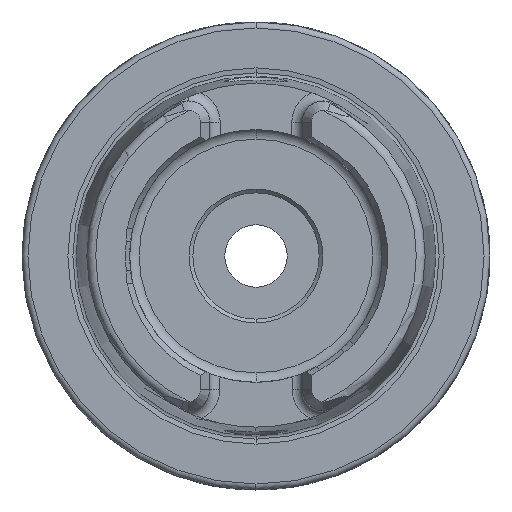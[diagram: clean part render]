
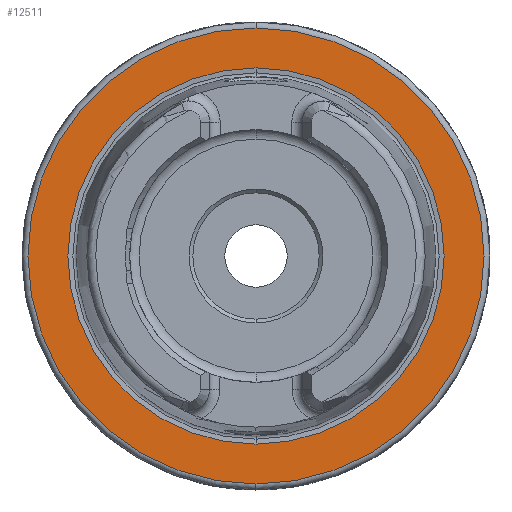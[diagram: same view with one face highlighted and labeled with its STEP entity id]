
A CAD part, left-side view. The second image highlights one B-rep face of the part: STEP entity #12511.
In plain terms, the highlighted planar face has unit normal (-1, 0, 0).
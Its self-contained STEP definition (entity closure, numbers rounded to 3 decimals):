
#23 = FACE_OUTER_BOUND ( 'NONE', #13828, .T. ) ;
#64 = PLANE ( 'NONE',  #14385 ) ;
#549 = CARTESIAN_POINT ( 'NONE',  ( 0., 0., -25.324 ) ) ;
#824 = CIRCLE ( 'NONE', #5066, 25.324 ) ;
#1126 = ORIENTED_EDGE ( 'NONE', *, *, #5543, .T. ) ;
#1387 = DIRECTION ( 'NONE',  ( 1., 0., 0. ) ) ;
#2351 = DIRECTION ( 'NONE',  ( -1., 0., 0. ) ) ;
#3024 = CARTESIAN_POINT ( 'NONE',  ( 0., 0., 0. ) ) ;
#3385 = AXIS2_PLACEMENT_3D ( 'NONE', #3024, #11978, #4312 ) ;
#3484 = FACE_BOUND ( 'NONE', #12642, .T. ) ;
#3694 = AXIS2_PLACEMENT_3D ( 'NONE', #11916, #4246, #13205 ) ;
#4238 = ORIENTED_EDGE ( 'NONE', *, *, #13908, .F. ) ;
#4246 = DIRECTION ( 'NONE',  ( -1., 0., 0. ) ) ;
#4312 = DIRECTION ( 'NONE',  ( 0., 0., 1. ) ) ;
#4504 = CARTESIAN_POINT ( 'NONE',  ( 0., 0., 0. ) ) ;
#4863 = VERTEX_POINT ( 'NONE', #15804 ) ;
#5066 = AXIS2_PLACEMENT_3D ( 'NONE', #10009, #2351, #11318 ) ;
#5543 = EDGE_CURVE ( 'NONE', #5857, #6905, #6353, .T. ) ;
#5795 = DIRECTION ( 'NONE',  ( 0., 0., 1. ) ) ;
#5827 = AXIS2_PLACEMENT_3D ( 'NONE', #4504, #13476, #5795 ) ;
#5857 = VERTEX_POINT ( 'NONE', #13763 ) ;
#6353 = CIRCLE ( 'NONE', #3694, 30.7 ) ;
#6905 = VERTEX_POINT ( 'NONE', #12138 ) ;
#7216 = CIRCLE ( 'NONE', #3385, 25.324 ) ;
#7557 = VERTEX_POINT ( 'NONE', #549 ) ;
#7778 = CARTESIAN_POINT ( 'NONE',  ( 0., 30.7, 0. ) ) ;
#10009 = CARTESIAN_POINT ( 'NONE',  ( 0., 0., 0. ) ) ;
#10364 = DIRECTION ( 'NONE',  ( 0., 0., -1. ) ) ;
#11318 = DIRECTION ( 'NONE',  ( 0., 0., 1. ) ) ;
#11381 = ORIENTED_EDGE ( 'NONE', *, *, #14859, .T. ) ;
#11916 = CARTESIAN_POINT ( 'NONE',  ( 0., 0., 0. ) ) ;
#11978 = DIRECTION ( 'NONE',  ( -1., 0., 0. ) ) ;
#12138 = CARTESIAN_POINT ( 'NONE',  ( 0., 0., -30.7 ) ) ;
#12511 = ADVANCED_FACE ( 'NONE', ( #3484, #23 ), #64, .F. ) ;
#12642 = EDGE_LOOP ( 'NONE', ( #4238, #14710 ) ) ;
#13205 = DIRECTION ( 'NONE',  ( 0., 0., 1. ) ) ;
#13476 = DIRECTION ( 'NONE',  ( -1., 0., 0. ) ) ;
#13763 = CARTESIAN_POINT ( 'NONE',  ( 0., 0., 30.7 ) ) ;
#13828 = EDGE_LOOP ( 'NONE', ( #1126, #11381 ) ) ;
#13908 = EDGE_CURVE ( 'NONE', #4863, #7557, #824, .T. ) ;
#14385 = AXIS2_PLACEMENT_3D ( 'NONE', #7778, #1387, #10364 ) ;
#14710 = ORIENTED_EDGE ( 'NONE', *, *, #16296, .F. ) ;
#14859 = EDGE_CURVE ( 'NONE', #6905, #5857, #15644, .T. ) ;
#15644 = CIRCLE ( 'NONE', #5827, 30.7 ) ;
#15804 = CARTESIAN_POINT ( 'NONE',  ( 0., 0., 25.324 ) ) ;
#16296 = EDGE_CURVE ( 'NONE', #7557, #4863, #7216, .T. ) ;
